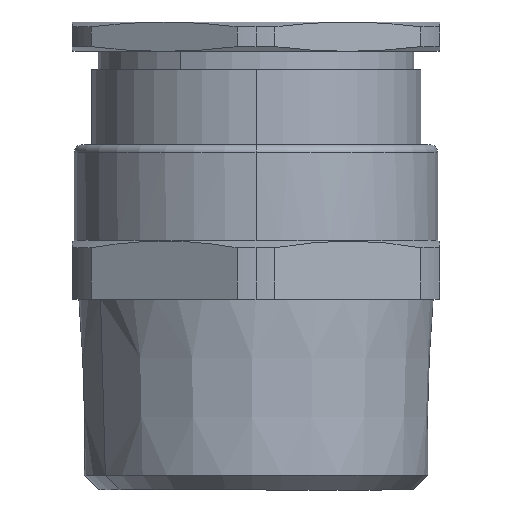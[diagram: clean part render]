
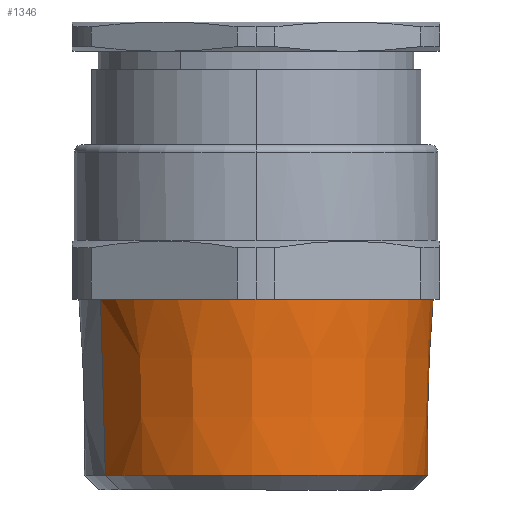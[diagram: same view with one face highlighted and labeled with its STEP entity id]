
A CAD part, front view. The second image highlights one B-rep face of the part: STEP entity #1346.
In plain terms, the highlighted conical face has half-angle 1.78 degrees and reference radius 23.322 mm.
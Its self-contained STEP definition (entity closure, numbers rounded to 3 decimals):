
#1113=AXIS2_PLACEMENT_3D('Circle Axis2P3D',#1111,#1112,$) ;
#1120=AXIS2_PLACEMENT_3D('Circle Axis2P3D',#1118,#1119,$) ;
#1318=AXIS2_PLACEMENT_3D('Cone Axis2P3D',#1315,#1316,#1317) ;
#1336=AXIS2_PLACEMENT_3D('Circle Axis2P3D',#1334,#1335,$) ;
#1106=CARTESIAN_POINT('Vertex',(3.824,15.931,26.)) ;
#1111=CARTESIAN_POINT('Axis2P3D Location',(25.,27.5,26.)) ;
#1115=CARTESIAN_POINT('Vertex',(25.,3.37,26.)) ;
#1118=CARTESIAN_POINT('Axis2P3D Location',(25.,27.5,26.)) ;
#1122=CARTESIAN_POINT('Vertex',(46.176,39.069,26.)) ;
#1315=CARTESIAN_POINT('Axis2P3D Location',(25.,27.5,0.)) ;
#1320=CARTESIAN_POINT('Line Origine',(45.822,38.875,13.)) ;
#1324=CARTESIAN_POINT('Vertex',(45.522,38.711,1.999)) ;
#1327=CARTESIAN_POINT('Line Origine',(4.178,16.125,13.)) ;
#1331=CARTESIAN_POINT('Vertex',(4.478,16.289,1.999)) ;
#1334=CARTESIAN_POINT('Axis2P3D Location',(25.,27.5,1.999)) ;
#1112=DIRECTION('Axis2P3D Direction',(0.,0.,-1.)) ;
#1119=DIRECTION('Axis2P3D Direction',(0.,0.,-1.)) ;
#1316=DIRECTION('Axis2P3D Direction',(0.,0.,1.)) ;
#1317=DIRECTION('Axis2P3D XDirection',(0.878,0.479,0.)) ;
#1321=DIRECTION('Vector Direction',(0.027,0.015,1.)) ;
#1328=DIRECTION('Vector Direction',(-0.027,-0.015,1.)) ;
#1335=DIRECTION('Axis2P3D Direction',(0.,0.,1.)) ;
#1322=VECTOR('Line Direction',#1321,1.) ;
#1329=VECTOR('Line Direction',#1328,1.) ;
#1340=ORIENTED_EDGE('',*,*,#1326,.T.) ;
#1341=ORIENTED_EDGE('',*,*,#1124,.T.) ;
#1342=ORIENTED_EDGE('',*,*,#1117,.T.) ;
#1343=ORIENTED_EDGE('',*,*,#1333,.F.) ;
#1344=ORIENTED_EDGE('',*,*,#1338,.T.) ;
#1346=ADVANCED_FACE('Part1.2\\Koerper.2',(#1345),#1319,.T.) ;
#1114=CIRCLE('generated circle',#1113,24.13) ;
#1121=CIRCLE('generated circle',#1120,24.13) ;
#1337=CIRCLE('generated circle',#1336,23.384) ;
#1319=CONICAL_SURFACE('Cone',#1318,23.322,0.031) ;
#1117=EDGE_CURVE('',#1116,#1107,#1114,.T.) ;
#1124=EDGE_CURVE('',#1123,#1116,#1121,.T.) ;
#1326=EDGE_CURVE('',#1325,#1123,#1323,.T.) ;
#1333=EDGE_CURVE('',#1332,#1107,#1330,.T.) ;
#1338=EDGE_CURVE('',#1332,#1325,#1337,.T.) ;
#1339=EDGE_LOOP('',(#1340,#1341,#1342,#1343,#1344)) ;
#1345=FACE_OUTER_BOUND('',#1339,.T.) ;
#1323=LINE('Line',#1320,#1322) ;
#1330=LINE('Line',#1327,#1329) ;
#1107=VERTEX_POINT('',#1106) ;
#1116=VERTEX_POINT('',#1115) ;
#1123=VERTEX_POINT('',#1122) ;
#1325=VERTEX_POINT('',#1324) ;
#1332=VERTEX_POINT('',#1331) ;
